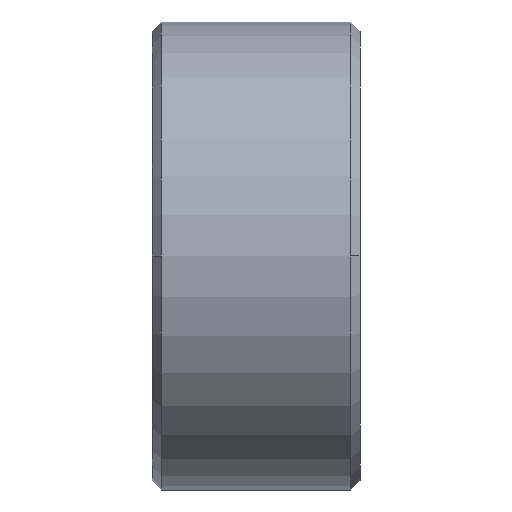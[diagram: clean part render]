
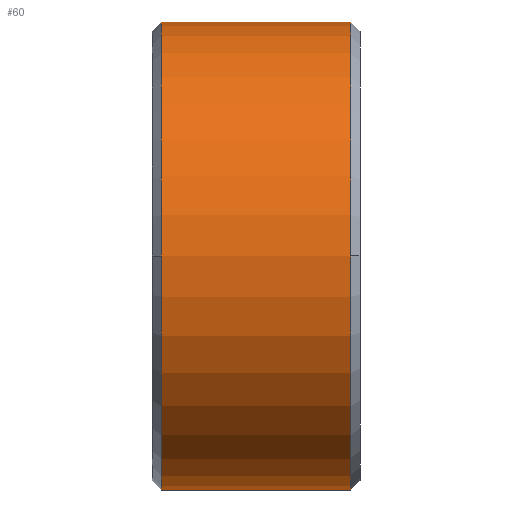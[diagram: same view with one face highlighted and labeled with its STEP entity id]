
A CAD part, front view. The second image highlights one B-rep face of the part: STEP entity #60.
In plain terms, the highlighted cylindrical face has radius 22.5 mm (diameter 45 mm), a partial arc.
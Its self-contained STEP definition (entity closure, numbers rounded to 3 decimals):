
#60=ADVANCED_FACE('',(#117),#118,.T.);
#117=FACE_OUTER_BOUND('',#168,.T.);
#118=CYLINDRICAL_SURFACE('',#169,22.5);
#168=EDGE_LOOP('',(#273,#274,#275,#276,#277,#278));
#169=AXIS2_PLACEMENT_3D('',#279,#280,#281);
#273=ORIENTED_EDGE('',*,*,#332,.T.);
#274=ORIENTED_EDGE('',*,*,#329,.T.);
#275=ORIENTED_EDGE('',*,*,#338,.T.);
#276=ORIENTED_EDGE('',*,*,#333,.T.);
#277=ORIENTED_EDGE('',*,*,#302,.T.);
#278=ORIENTED_EDGE('',*,*,#306,.T.);
#279=CARTESIAN_POINT('',(10.0,0.0,0.0));
#280=DIRECTION('',(1.0,0.0,0.0));
#281=DIRECTION('',(0.0,0.0,-1.0));
#302=EDGE_CURVE('',#352,#350,#353,.T.);
#306=EDGE_CURVE('',#350,#356,#358,.T.);
#329=EDGE_CURVE('',#393,#391,#394,.T.);
#332=EDGE_CURVE('',#356,#393,#397,.T.);
#333=EDGE_CURVE('',#398,#352,#399,.T.);
#338=EDGE_CURVE('',#391,#398,#404,.T.);
#350=VERTEX_POINT('',#417);
#352=VERTEX_POINT('',#420);
#353=CIRCLE('',#421,22.5);
#356=VERTEX_POINT('',#424);
#358=CIRCLE('',#426,22.5);
#391=VERTEX_POINT('',#466);
#393=VERTEX_POINT('',#469);
#394=CIRCLE('',#470,22.5);
#397=LINE('',#473,#474);
#398=VERTEX_POINT('',#475);
#399=LINE('',#476,#477);
#404=CIRCLE('',#482,22.5);
#417=CARTESIAN_POINT('',(0.9,-22.5,0.));
#420=CARTESIAN_POINT('',(0.9,0.,22.5));
#421=AXIS2_PLACEMENT_3D('',#493,#494,#495);
#424=CARTESIAN_POINT('',(0.9,0.,-22.5));
#426=AXIS2_PLACEMENT_3D('',#502,#503,#504);
#466=CARTESIAN_POINT('',(19.1,-22.5,0.));
#469=CARTESIAN_POINT('',(19.1,0.,-22.5));
#470=AXIS2_PLACEMENT_3D('',#540,#541,#542);
#473=CARTESIAN_POINT('',(10.0,0.,-22.5));
#474=VECTOR('',#546,1.0);
#475=CARTESIAN_POINT('',(19.1,0.,22.5));
#476=CARTESIAN_POINT('',(10.0,0.,22.5));
#477=VECTOR('',#547,1.0);
#482=AXIS2_PLACEMENT_3D('',#554,#555,#556);
#493=CARTESIAN_POINT('',(0.9,0.0,0.0));
#494=DIRECTION('',(1.0,0.0,0.));
#495=DIRECTION('',(0.,0.0,-1.0));
#502=CARTESIAN_POINT('',(0.9,0.0,0.0));
#503=DIRECTION('',(1.0,0.0,0.));
#504=DIRECTION('',(0.,0.0,-1.0));
#540=CARTESIAN_POINT('',(19.1,0.0,0.0));
#541=DIRECTION('',(-1.0,0.0,0.));
#542=DIRECTION('',(0.,0.0,-1.0));
#546=DIRECTION('',(1.0,0.0,0.0));
#547=DIRECTION('',(-1.0,-0.0,-0.0));
#554=CARTESIAN_POINT('',(19.1,0.0,0.0));
#555=DIRECTION('',(-1.0,0.0,0.));
#556=DIRECTION('',(0.,0.0,-1.0));
